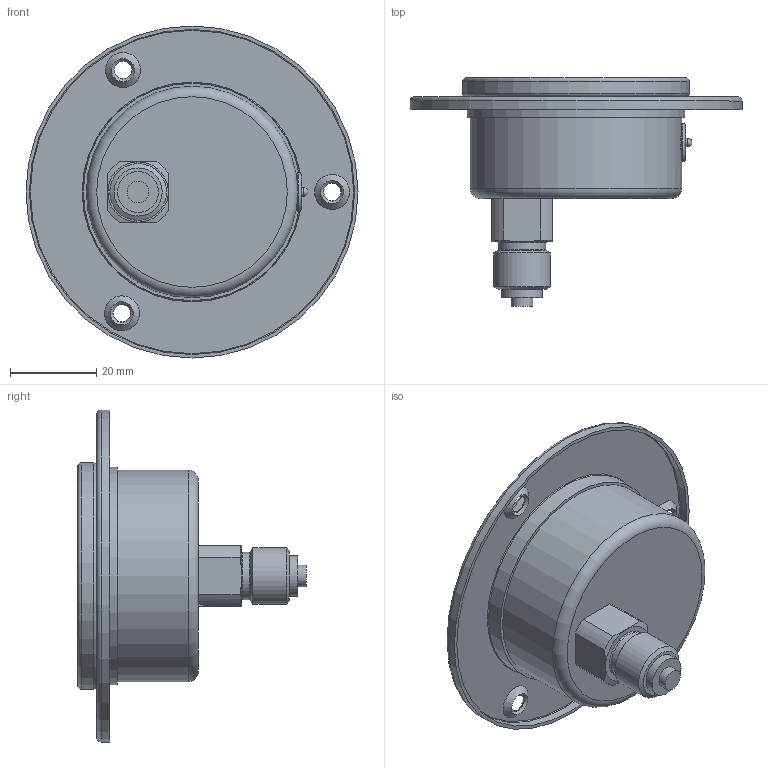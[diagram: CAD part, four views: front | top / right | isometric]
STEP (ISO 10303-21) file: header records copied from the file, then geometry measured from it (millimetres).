
FILE_DESCRIPTION(/* description */ (''),/* implementation_level */ '2;1');
FILE_NAME(/* name */ 'RF50Ch_D932_850XX932.stp',/* time_stamp */ '2018-01-29T08:49:50+01:00',/* author */ ('acgl'),/* organization */ (''),/* preprocessor_version */ 'ST-DEVELOPER v15.6',/* originating_system */ 'Autodesk Inventor 2015',/* authorisation */ '');
FILE_SCHEMA (('AUTOMOTIVE_DESIGN { 1 0 10303 214 3 1 1 }'));
Length unit declared in the file: centimetre
Products named in the file (1): RF50Ch_D932_850XX932
Bounding box: 77 x 53 x 77 mm (x, y, z)
Volume: 60344.7 mm3; surface area: 15789.8 mm2
Topology: 1 solids, 1 shells, 70 faces, 144 edges, 87 vertices
Faces by surface type: plane 23, cylinder 18, cone 16, torus 12, sphere 1
Full cylindrical faces by diameter (mm): 2 x1, 5 x1, 9 x1, 9.5 x1, 11 x1, 13.157 x1, 49 x1, 52.6 x1, 75.4 x1, 77 x1
Entity records: 1797 total; most frequent: CARTESIAN_POINT 316, DIRECTION 303, ORIENTED_EDGE 212, AXIS2_PLACEMENT_3D 139, EDGE_LOOP 123, EDGE_CURVE 104, VERTEX_POINT 83, STYLED_ITEM 71
